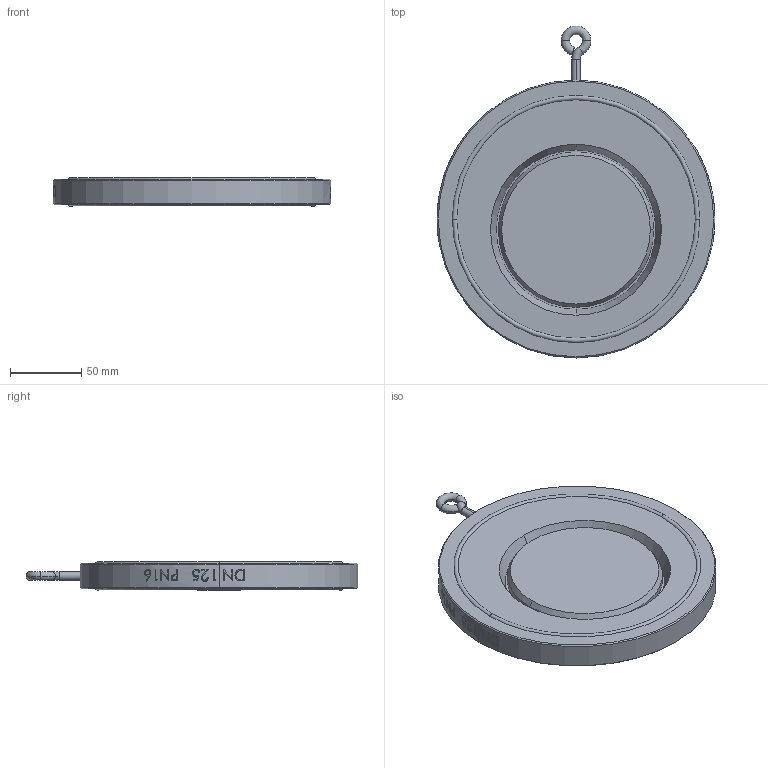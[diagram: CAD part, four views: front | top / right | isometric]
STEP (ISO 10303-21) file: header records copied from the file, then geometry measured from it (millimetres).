
FILE_DESCRIPTION (( 'STEP AP214' ), '1' );
FILE_NAME ('RK100-Rückschlagklappe-DN125-PN16-Fergo.STEP', '2022-11-16T12:58:29', ( '' ), ( '' ), 'SwSTEP 2.0', 'SolidWorks 2022', '' );
FILE_SCHEMA (( 'AUTOMOTIVE_DESIGN' ));
Length unit declared in the file: millimetre
Products named in the file (1): RK100-Rückschlagklappe-DN125-PN16-Fergo
Bounding box: 195 x 233 x 19.79 mm (x, y, z)
Volume: 456376.4 mm3; surface area: 83979.4 mm2
Topology: 1 solids, 2 shells, 79 faces, 315 edges, 275 vertices
Faces by surface type: cylinder 38, torus 20, plane 11, cone 10
Entity records: 7907 total; most frequent: CARTESIAN_POINT 5187, ORIENTED_EDGE 630, DIRECTION 484, EDGE_CURVE 315, VERTEX_POINT 275, AXIS2_PLACEMENT_3D 213, CIRCLE 133, B_SPLINE_CURVE_WITH_KNOTS 124
